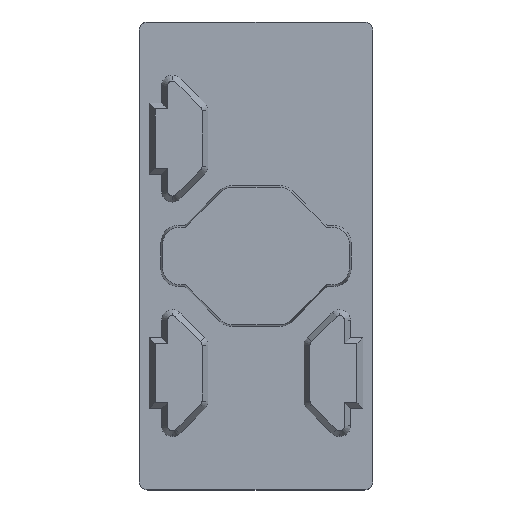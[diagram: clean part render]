
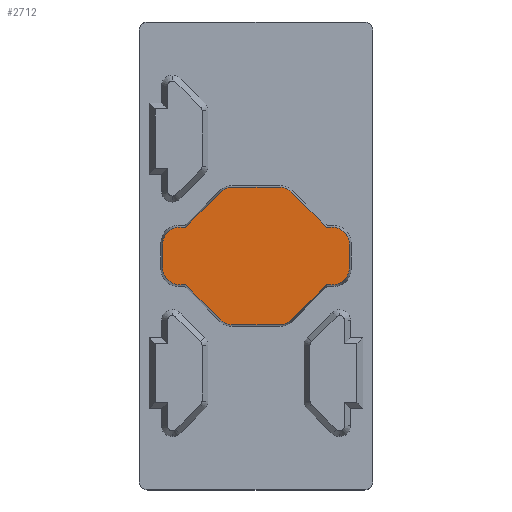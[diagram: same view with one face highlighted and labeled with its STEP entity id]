
A CAD part, top view. The second image highlights one B-rep face of the part: STEP entity #2712.
In plain terms, the highlighted planar face has unit normal (0, 0, 1).
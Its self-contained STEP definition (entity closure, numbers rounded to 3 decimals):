
#129=PLANE('',#2887);
#228=FACE_OUTER_BOUND('',#387,.T.);
#387=EDGE_LOOP('',(#1850,#1851,#1852,#1853,#1854,#1855,#1856,#1857,#1858,
#1859,#1860,#1861,#1862,#1863,#1864,#1865,#1866,#1867,#1868,#1869));
#551=LINE('',#3987,#851);
#552=LINE('',#3991,#852);
#553=LINE('',#3993,#853);
#554=LINE('',#3997,#854);
#555=LINE('',#4001,#855);
#556=LINE('',#4003,#856);
#557=LINE('',#4007,#857);
#558=LINE('',#4011,#858);
#559=LINE('',#4013,#859);
#560=LINE('',#4017,#860);
#561=LINE('',#4021,#861);
#562=LINE('',#4022,#862);
#851=VECTOR('',#3159,10.);
#852=VECTOR('',#3162,10.);
#853=VECTOR('',#3163,10.);
#854=VECTOR('',#3166,10.);
#855=VECTOR('',#3169,10.);
#856=VECTOR('',#3170,10.);
#857=VECTOR('',#3173,10.);
#858=VECTOR('',#3176,10.);
#859=VECTOR('',#3177,10.);
#860=VECTOR('',#3180,10.);
#861=VECTOR('',#3183,10.);
#862=VECTOR('',#3184,10.);
#1149=ELLIPSE('',#2885,1.527,1.5);
#1151=ELLIPSE('',#2888,1.527,1.5);
#1152=ELLIPSE('',#2889,1.546,1.5);
#1153=ELLIPSE('',#2890,1.546,1.5);
#1154=ELLIPSE('',#2891,1.527,1.5);
#1155=ELLIPSE('',#2892,1.527,1.5);
#1156=ELLIPSE('',#2893,1.546,1.5);
#1157=ELLIPSE('',#2894,1.546,1.5);
#1177=VERTEX_POINT('',#3977);
#1178=VERTEX_POINT('',#3978);
#1181=VERTEX_POINT('',#3986);
#1182=VERTEX_POINT('',#3988);
#1183=VERTEX_POINT('',#3990);
#1184=VERTEX_POINT('',#3992);
#1185=VERTEX_POINT('',#3994);
#1186=VERTEX_POINT('',#3996);
#1187=VERTEX_POINT('',#3998);
#1188=VERTEX_POINT('',#4000);
#1189=VERTEX_POINT('',#4002);
#1190=VERTEX_POINT('',#4004);
#1191=VERTEX_POINT('',#4006);
#1192=VERTEX_POINT('',#4008);
#1193=VERTEX_POINT('',#4010);
#1194=VERTEX_POINT('',#4012);
#1195=VERTEX_POINT('',#4014);
#1196=VERTEX_POINT('',#4016);
#1197=VERTEX_POINT('',#4018);
#1198=VERTEX_POINT('',#4020);
#1432=EDGE_CURVE('',#1177,#1178,#1149,.T.);
#1436=EDGE_CURVE('',#1177,#1181,#551,.F.);
#1437=EDGE_CURVE('',#1182,#1181,#1151,.T.);
#1438=EDGE_CURVE('',#1182,#1183,#552,.F.);
#1439=EDGE_CURVE('',#1183,#1184,#553,.F.);
#1440=EDGE_CURVE('',#1185,#1184,#1152,.T.);
#1441=EDGE_CURVE('',#1185,#1186,#554,.F.);
#1442=EDGE_CURVE('',#1187,#1186,#1153,.T.);
#1443=EDGE_CURVE('',#1187,#1188,#555,.F.);
#1444=EDGE_CURVE('',#1188,#1189,#556,.F.);
#1445=EDGE_CURVE('',#1190,#1189,#1154,.T.);
#1446=EDGE_CURVE('',#1190,#1191,#557,.F.);
#1447=EDGE_CURVE('',#1192,#1191,#1155,.T.);
#1448=EDGE_CURVE('',#1192,#1193,#558,.F.);
#1449=EDGE_CURVE('',#1193,#1194,#559,.F.);
#1450=EDGE_CURVE('',#1195,#1194,#1156,.T.);
#1451=EDGE_CURVE('',#1195,#1196,#560,.F.);
#1452=EDGE_CURVE('',#1197,#1196,#1157,.T.);
#1453=EDGE_CURVE('',#1197,#1198,#561,.F.);
#1454=EDGE_CURVE('',#1198,#1178,#562,.F.);
#1850=ORIENTED_EDGE('',*,*,#1432,.F.);
#1851=ORIENTED_EDGE('',*,*,#1436,.T.);
#1852=ORIENTED_EDGE('',*,*,#1437,.F.);
#1853=ORIENTED_EDGE('',*,*,#1438,.T.);
#1854=ORIENTED_EDGE('',*,*,#1439,.T.);
#1855=ORIENTED_EDGE('',*,*,#1440,.F.);
#1856=ORIENTED_EDGE('',*,*,#1441,.T.);
#1857=ORIENTED_EDGE('',*,*,#1442,.F.);
#1858=ORIENTED_EDGE('',*,*,#1443,.T.);
#1859=ORIENTED_EDGE('',*,*,#1444,.T.);
#1860=ORIENTED_EDGE('',*,*,#1445,.F.);
#1861=ORIENTED_EDGE('',*,*,#1446,.T.);
#1862=ORIENTED_EDGE('',*,*,#1447,.F.);
#1863=ORIENTED_EDGE('',*,*,#1448,.T.);
#1864=ORIENTED_EDGE('',*,*,#1449,.T.);
#1865=ORIENTED_EDGE('',*,*,#1450,.F.);
#1866=ORIENTED_EDGE('',*,*,#1451,.T.);
#1867=ORIENTED_EDGE('',*,*,#1452,.F.);
#1868=ORIENTED_EDGE('',*,*,#1453,.T.);
#1869=ORIENTED_EDGE('',*,*,#1454,.T.);
#2712=ADVANCED_FACE('',(#228),#129,.T.);
#2885=AXIS2_PLACEMENT_3D('',#3979,#3151,#3152);
#2887=AXIS2_PLACEMENT_3D('',#3985,#3157,#3158);
#2888=AXIS2_PLACEMENT_3D('',#3989,#3160,#3161);
#2889=AXIS2_PLACEMENT_3D('',#3995,#3164,#3165);
#2890=AXIS2_PLACEMENT_3D('',#3999,#3167,#3168);
#2891=AXIS2_PLACEMENT_3D('',#4005,#3171,#3172);
#2892=AXIS2_PLACEMENT_3D('',#4009,#3174,#3175);
#2893=AXIS2_PLACEMENT_3D('',#4015,#3178,#3179);
#2894=AXIS2_PLACEMENT_3D('',#4019,#3181,#3182);
#3151=DIRECTION('center_axis',(0.,0.,-1.));
#3152=DIRECTION('ref_axis',(0.383,0.924,0.));
#3157=DIRECTION('center_axis',(0.,0.,1.));
#3158=DIRECTION('ref_axis',(1.,0.,0.));
#3159=DIRECTION('',(1.,0.,0.));
#3160=DIRECTION('center_axis',(0.,0.,-1.));
#3161=DIRECTION('ref_axis',(-0.383,0.924,0.));
#3162=DIRECTION('',(0.707,0.707,0.));
#3163=DIRECTION('',(1.,0.,0.));
#3164=DIRECTION('center_axis',(0.,0.,-1.));
#3165=DIRECTION('ref_axis',(-0.707,0.707,0.));
#3166=DIRECTION('',(0.,1.,0.));
#3167=DIRECTION('center_axis',(0.,0.,-1.));
#3168=DIRECTION('ref_axis',(-0.707,-0.707,0.));
#3169=DIRECTION('',(-1.,0.,0.));
#3170=DIRECTION('',(-0.707,0.707,0.));
#3171=DIRECTION('center_axis',(0.,0.,-1.));
#3172=DIRECTION('ref_axis',(-0.383,-0.924,0.));
#3173=DIRECTION('',(-1.,0.,0.));
#3174=DIRECTION('center_axis',(0.,0.,-1.));
#3175=DIRECTION('ref_axis',(0.383,-0.924,0.));
#3176=DIRECTION('',(-0.707,-0.707,0.));
#3177=DIRECTION('',(-1.,0.,0.));
#3178=DIRECTION('center_axis',(0.,0.,-1.));
#3179=DIRECTION('ref_axis',(0.707,-0.707,0.));
#3180=DIRECTION('',(0.,-1.,0.));
#3181=DIRECTION('center_axis',(0.,0.,-1.));
#3182=DIRECTION('ref_axis',(0.707,0.707,0.));
#3183=DIRECTION('',(1.,0.,0.));
#3184=DIRECTION('',(0.707,-0.707,0.));
#3977=CARTESIAN_POINT('',(11.936,25.809,2.8));
#3978=CARTESIAN_POINT('',(12.981,25.376,2.8));
#3979=CARTESIAN_POINT('Origin',(11.917,24.286,2.8));
#3985=CARTESIAN_POINT('Origin',(9.95,19.95,2.8));
#3986=CARTESIAN_POINT('',(7.964,25.809,2.8));
#3987=CARTESIAN_POINT('',(11.278,25.809,2.8));
#3988=CARTESIAN_POINT('',(6.919,25.376,2.8));
#3989=CARTESIAN_POINT('Origin',(7.983,24.286,2.8));
#3990=CARTESIAN_POINT('',(3.952,22.409,2.8));
#3991=CARTESIAN_POINT('',(6.557,25.014,2.8));
#3992=CARTESIAN_POINT('',(3.468,22.409,2.8));
#3993=CARTESIAN_POINT('',(6.922,22.409,2.8));
#3994=CARTESIAN_POINT('',(1.991,20.932,2.8));
#3995=CARTESIAN_POINT('Origin',(3.514,20.886,2.8));
#3996=CARTESIAN_POINT('',(1.991,18.968,2.8));
#3997=CARTESIAN_POINT('',(1.991,21.25,2.8));
#3998=CARTESIAN_POINT('',(3.468,17.491,2.8));
#3999=CARTESIAN_POINT('Origin',(3.514,19.014,2.8));
#4000=CARTESIAN_POINT('',(3.952,17.491,2.8));
#4001=CARTESIAN_POINT('',(5.9,17.491,2.8));
#4002=CARTESIAN_POINT('',(6.919,14.524,2.8));
#4003=CARTESIAN_POINT('',(4.857,16.586,2.8));
#4004=CARTESIAN_POINT('',(7.964,14.091,2.8));
#4005=CARTESIAN_POINT('Origin',(7.983,15.614,2.8));
#4006=CARTESIAN_POINT('',(11.936,14.091,2.8));
#4007=CARTESIAN_POINT('',(8.622,14.091,2.8));
#4008=CARTESIAN_POINT('',(12.981,14.524,2.8));
#4009=CARTESIAN_POINT('Origin',(11.917,15.614,2.8));
#4010=CARTESIAN_POINT('',(15.948,17.491,2.8));
#4011=CARTESIAN_POINT('',(13.343,14.886,2.8));
#4012=CARTESIAN_POINT('',(16.432,17.491,2.8));
#4013=CARTESIAN_POINT('',(12.978,17.491,2.8));
#4014=CARTESIAN_POINT('',(17.909,18.968,2.8));
#4015=CARTESIAN_POINT('Origin',(16.386,19.014,2.8));
#4016=CARTESIAN_POINT('',(17.909,20.932,2.8));
#4017=CARTESIAN_POINT('',(17.909,18.65,2.8));
#4018=CARTESIAN_POINT('',(16.432,22.409,2.8));
#4019=CARTESIAN_POINT('Origin',(16.386,20.886,2.8));
#4020=CARTESIAN_POINT('',(15.948,22.409,2.8));
#4021=CARTESIAN_POINT('',(14.,22.409,2.8));
#4022=CARTESIAN_POINT('',(15.043,23.314,2.8));
